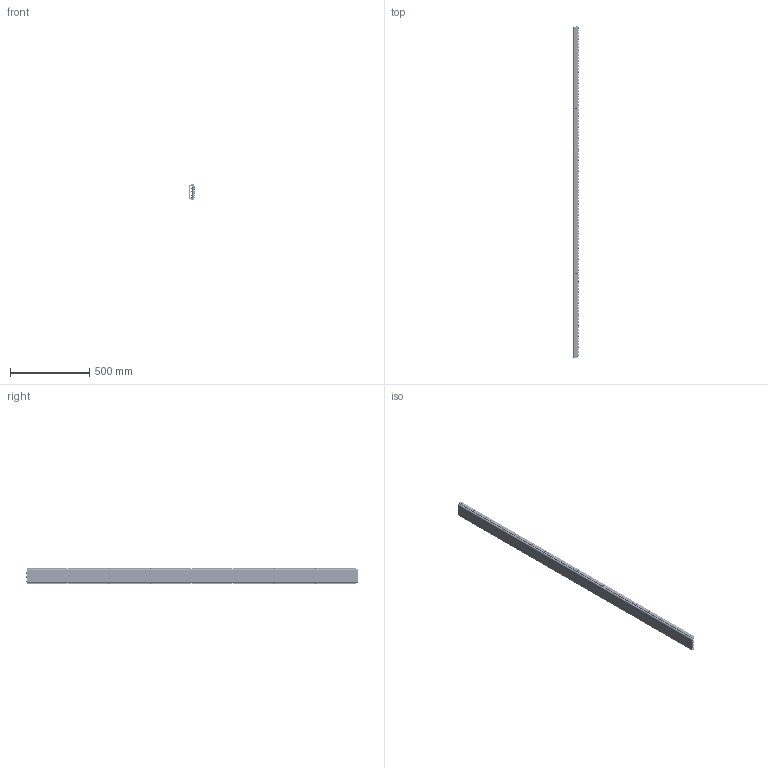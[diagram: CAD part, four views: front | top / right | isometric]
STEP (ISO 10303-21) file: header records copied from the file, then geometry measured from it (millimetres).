
FILE_DESCRIPTION((''),'2;1');
FILE_NAME('S012864481_ASM','2018-10-12T',('RCRU51'),('Rex Nord Marbet spa'),'PRO/ENGINEER BY PARAMETRIC TECHNOLOGY CORPORATION, 2013230','PRO/ENGINEER BY PARAMETRIC TECHNOLOGY CORPORATION, 2013230','');
FILE_SCHEMA(('CONFIG_CONTROL_DESIGN'));
Length unit declared in the file: millimetre
Products named in the file (5): 10385062; 61823-1; 39100-ANNULLATO; 635483-1-ANNULLATO; S012864481_ASM
Assembly tree (509 placements, depth 2):
  S012864481_ASM
    10385062
    61823-1  x16
    39100-ANNULLATO  x120
    635483-1-ANNULLATO  x372
Bounding box: 34.85 x 2089.15 x 99.4 mm (x, y, z)
Volume: 2903178.9 mm3; surface area: 1808396.7 mm2
Topology: 509 solids, 509 shells, 14990 faces, 32116 edges, 18888 vertices
Faces by surface type: torus 6016, cylinder 4468, plane 2778, cone 1728
Entity records: 11053 total; most frequent: DIRECTION 2248, CARTESIAN_POINT 1849, ORIENTED_EDGE 1156, AXIS2_PLACEMENT_3D 981, EDGE_CURVE 578, PRODUCT_DEFINITION_SHAPE 514, ITEM_DEFINED_TRANSFORMATION 509, CONTEXT_DEPENDENT_SHAPE_REPRESENTATION 509
